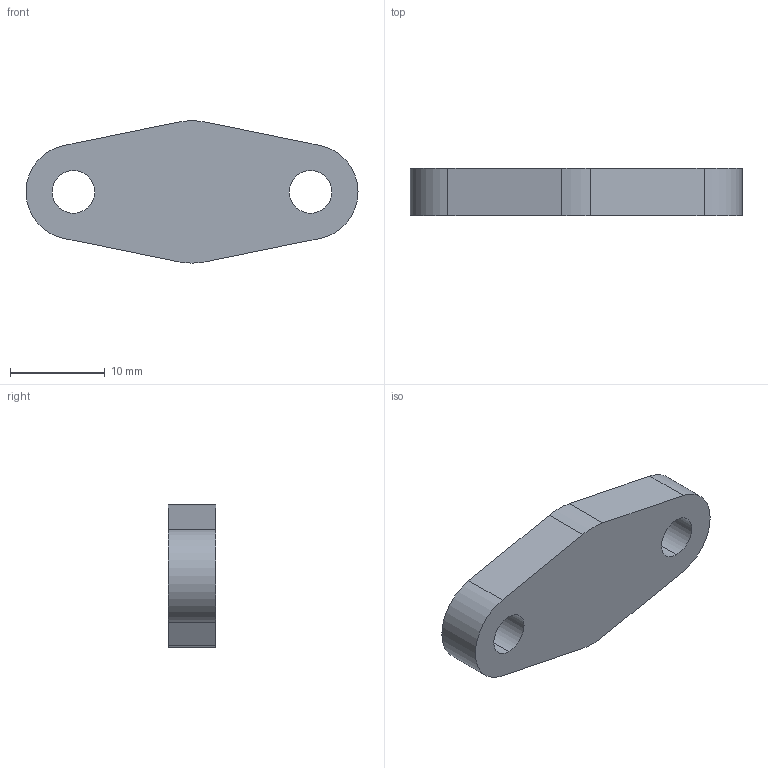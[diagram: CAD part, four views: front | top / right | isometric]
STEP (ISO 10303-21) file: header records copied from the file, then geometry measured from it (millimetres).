
FILE_DESCRIPTION (( 'STEP AP203' ), '1' );
FILE_NAME ('z粣10mm嫖粣結啣.step', '2020-08-13T07:32:49', ( '' ), ( '' ), 'SwSTEP 2.0', 'SolidWorks 2018', '' );
FILE_SCHEMA (( 'CONFIG_CONTROL_DESIGN' ));
Length unit declared in the file: millimetre
Products named in the file (1): z粣10mm嫖粣結啣
Bounding box: 35 x 5 x 14.98 mm (x, y, z)
Volume: 1670.4 mm3; surface area: 1347.3 mm2
Topology: 1 solids, 1 shells, 18 faces, 45 edges, 30 vertices
Faces by surface type: cylinder 11, plane 7
Entity records: 636 total; most frequent: DIRECTION 105, CARTESIAN_POINT 94, ORIENTED_EDGE 90, EDGE_CURVE 45, AXIS2_PLACEMENT_3D 41, VERTEX_POINT 30, EDGE_LOOP 23, LINE 23
